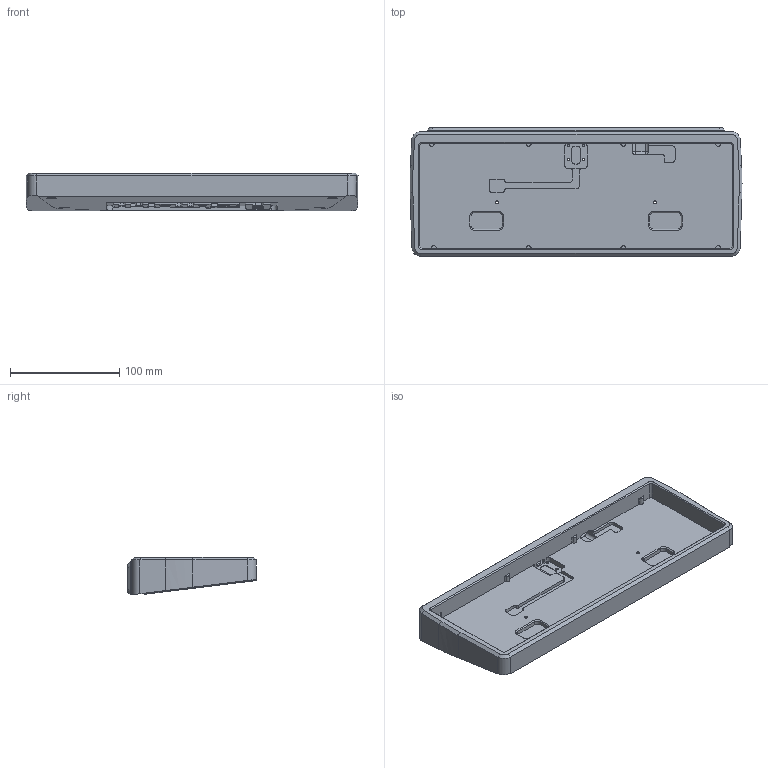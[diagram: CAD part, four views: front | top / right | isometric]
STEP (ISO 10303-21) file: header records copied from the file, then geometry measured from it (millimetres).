
FILE_DESCRIPTION(/* description */ (''),/* implementation_level */ '2;1');
FILE_NAME(/* name */ '',/* time_stamp */ '2024-05-02T14:22:38+07:00',/* author */ (''),/* organization */ (''),/* preprocessor_version */ 'ST-DEVELOPER v20',/* originating_system */ 'Autodesk Translation Framework v12.20.1.177',/* authorisation */ '');
FILE_SCHEMA (('AUTOMOTIVE_DESIGN { 1 0 10303 214 3 1 1 }'));
Length unit declared in the file: millimetre
Products named in the file (2): Azimuth; 92125A126_18-8 Stainless Steel Hex Drive Flat Head Screw
Assembly tree (1 placements, depth 2):
  Azimuth
    92125A126_18-8 Stainless Steel Hex Drive Flat Head Screw
Bounding box: 304.2 x 117.5 x 34.65 mm (x, y, z)
Volume: 438617.1 mm3; surface area: 117429.8 mm2
Topology: 1 solids, 1 shells, 580 faces, 1456 edges, 908 vertices
Faces by surface type: plane 288, cylinder 198, cone 88, bspline 4, sphere 2
Full cylindrical faces by diameter (mm): 2.2 x4, 2.3 x1, 2.6 x10, 2.8 x1, 9.2 x4
Entity records: 17361 total; most frequent: DIRECTION 3088, CARTESIAN_POINT 3047, ORIENTED_EDGE 2912, EDGE_CURVE 1456, AXIS2_PLACEMENT_3D 1061, LINE 966, VECTOR 966, VERTEX_POINT 908
